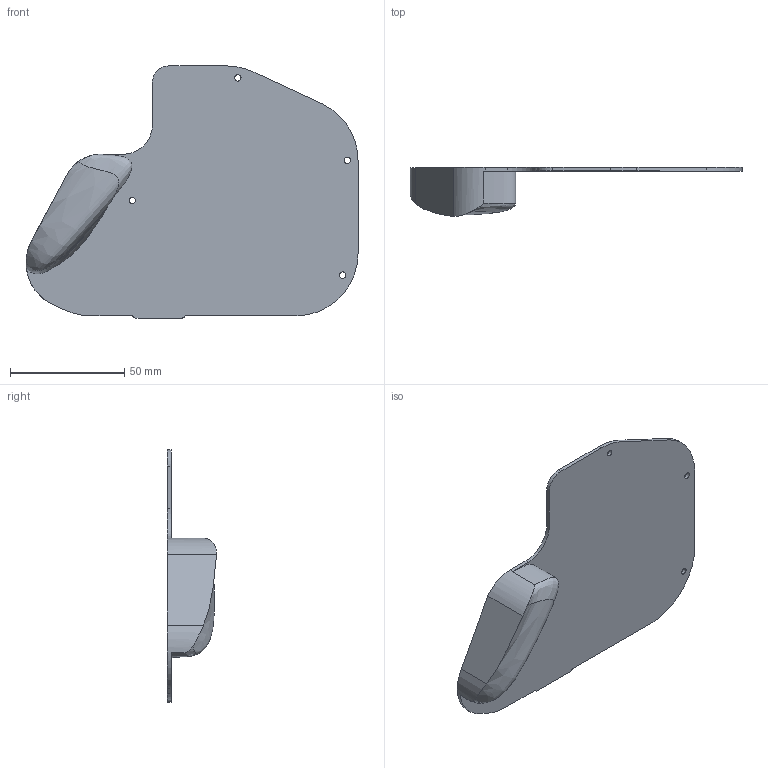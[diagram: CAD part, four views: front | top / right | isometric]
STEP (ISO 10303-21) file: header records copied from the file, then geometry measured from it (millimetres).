
FILE_DESCRIPTION(/* description */ (''),/* implementation_level */ '2;1');
FILE_NAME(/* name */ 'backplate.step',/* time_stamp */ '2023-12-27T21:20:07-05:00',/* author */ (''),/* organization */ (''),/* preprocessor_version */ 'ST-DEVELOPER v20',/* originating_system */ 'Autodesk Translation Framework v12.14.0.127',/* authorisation */ '');
FILE_SCHEMA (('AUTOMOTIVE_DESIGN { 1 0 10303 214 3 1 1 }'));
Length unit declared in the file: millimetre
Products named in the file (2): Tadpole Case V3; Case
Assembly tree (1 placements, depth 2):
  Tadpole Case V3
    Case
Bounding box: 145.34 x 21.53 x 110.4 mm (x, y, z)
Volume: 39401.9 mm3; surface area: 27699.6 mm2
Topology: 1 solids, 1 shells, 35 faces, 102 edges, 65 vertices
Faces by surface type: cylinder 15, plane 12, bspline 8
Full cylindrical faces by diameter (mm): 2.8 x4
Entity records: 2217 total; most frequent: CARTESIAN_POINT 1251, ORIENTED_EDGE 196, DIRECTION 168, EDGE_CURVE 98, VERTEX_POINT 65, AXIS2_PLACEMENT_3D 60, LINE 48, VECTOR 48
